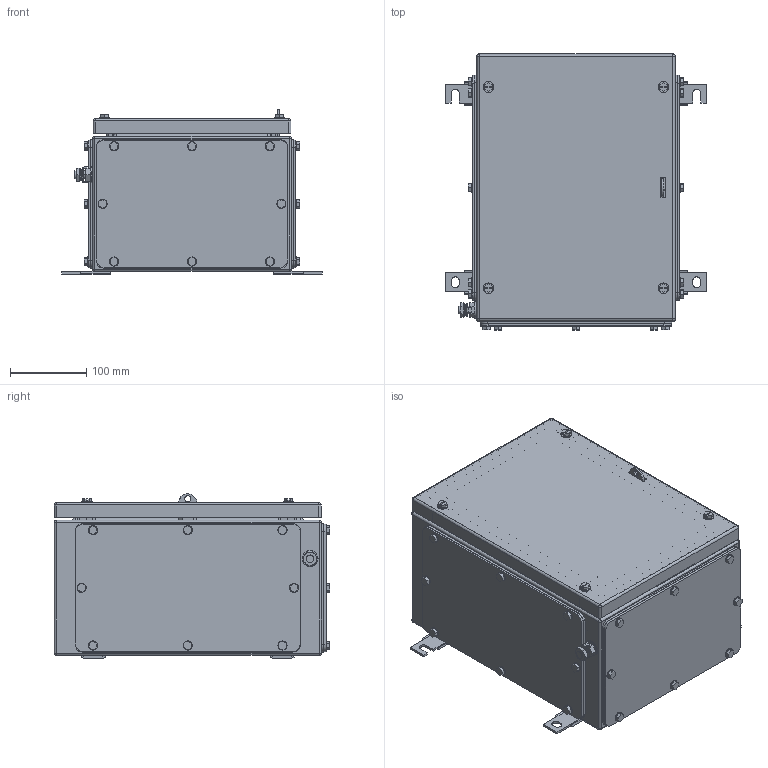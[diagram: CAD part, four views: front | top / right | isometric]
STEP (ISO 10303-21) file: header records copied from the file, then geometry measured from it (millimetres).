
FILE_DESCRIPTION(('CATIA V5 STEP Exchange','CAx-IF Rec.Pracs.--- Model Styling and Organization---1.4--- 2014-01-23'),'2;1');
FILE_NAME ('008527-9_4_1194880000_1194880000.stp','2019-09-20T09:18:48+00:00',('none'),('Weidmueller'),'CATIA Version 5-6 Release 2016 SP3 HF44','CATIA V5 STEP AP214','none');
FILE_SCHEMA(('AUTOMOTIVE_DESIGN { 1 0 10303 214 1 1 1 1 }'));
Products named in the file (1): 1194880000
Bounding box: 341 x 361 x 215 mm (x, y, z)
Volume: 1250571.1 mm3; surface area: 1251051.7 mm2
Topology: 88 solids, 88 shells, 1998 faces, 4728 edges, 2988 vertices
Faces by surface type: plane 923, cylinder 849, cone 180, sphere 24, torus 22
Entity records: 55069 total; most frequent: CARTESIAN_POINT 11670, ORIENTED_EDGE 9296, DIRECTION 7291, EDGE_CURVE 4648, AXIS2_PLACEMENT_3D 3071, VERTEX_POINT 2988, VECTOR 2752, LINE 2752
